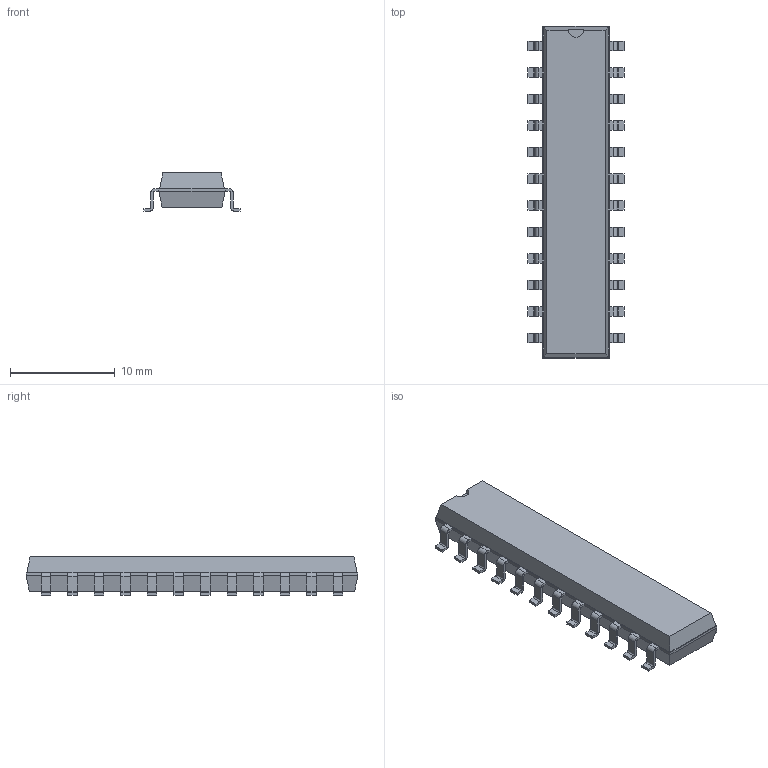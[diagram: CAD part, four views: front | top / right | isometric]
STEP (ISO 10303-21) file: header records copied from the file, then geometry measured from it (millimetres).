
FILE_DESCRIPTION(/* description */ ('model of DIP-24_W7.62mm_SMD'),/* implementation_level */ '2;1');
FILE_NAME(/* name */ 'DIP-24_W7.62mm_SMD.step',/* time_stamp */ '2017-09-23T15:42:39',/* author */ ('kicad StepUp','ksu'),/* organization */ ('FreeCAD'),/* preprocessor_version */ 'OCC',/* originating_system */ 'kicad StepUp',/* authorisation */ '');
FILE_SCHEMA(('AUTOMOTIVE_DESIGN { 1 0 10303 214 1 1 1 1 }'));
Length unit declared in the file: millimetre
Products named in the file (1): DIP_24_W762mm_SMD
Bounding box: 9.19 x 31.75 x 3.68 mm (x, y, z)
Volume: 636.5 mm3; surface area: 781.3 mm2
Topology: 1 solids, 1 shells, 404 faces, 1052 edges, 650 vertices
Faces by surface type: plane 247, cylinder 97, bspline 60
Entity records: 14928 total; most frequent: CARTESIAN_POINT 2312, ORIENTED_EDGE 2104, DIRECTION 1919, EDGE_CURVE 1052, LINE 837, VECTOR 837, VERTEX_POINT 650, AXIS2_PLACEMENT_3D 541
